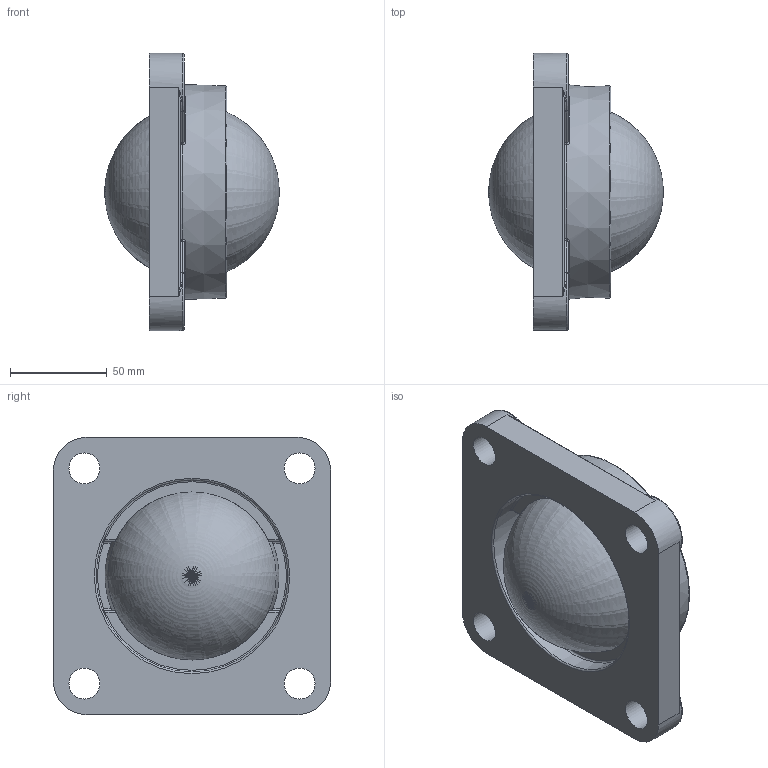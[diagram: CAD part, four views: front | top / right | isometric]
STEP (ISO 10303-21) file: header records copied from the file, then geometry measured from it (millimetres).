
FILE_DESCRIPTION(/* description */ ('Alibre Inc.'),/* implementation_level */ '2;1');
FILE_NAME(/* name */ 'export-54E3DDA6-3BFA-4A3F-8FB1-45BAFB37F0F7',/* time_stamp */ '2020-05-28T10:26:00-07:00',/* author */ (''),/* organization */ (''),/* preprocessor_version */ 'ST-DEVELOPER v17',/* originating_system */ 'Alibre',/* authorisation */ '');
FILE_SCHEMA (('CONFIG_CONTROL_DESIGN'));
Length unit declared in the file: inch
Bounding box: 89.95 x 143 x 143 mm (x, y, z)
Volume: 355674.5 mm3; surface area: 197237.9 mm2
Topology: 17 solids, 18 shells, 212 faces, 505 edges, 290 vertices
Faces by surface type: cylinder 58, plane 58, torus 35, bspline 28, sphere 24, cone 9
Full cylindrical faces by diameter (mm): 8.382 x4, 16 x4, 50.8 x1, 61.722 x4, 62.23 x2, 81.28 x4, 93.98 x1, 99.06 x1, 100.1 x1
Entity records: 9610 total; most frequent: CARTESIAN_POINT 4947, DIRECTION 774, ORIENTED_EDGE 740, AXIS2_PLACEMENT_3D 375, EDGE_CURVE 370, FACE_BOUND 266, EDGE_LOOP 256, VERTEX_POINT 246
